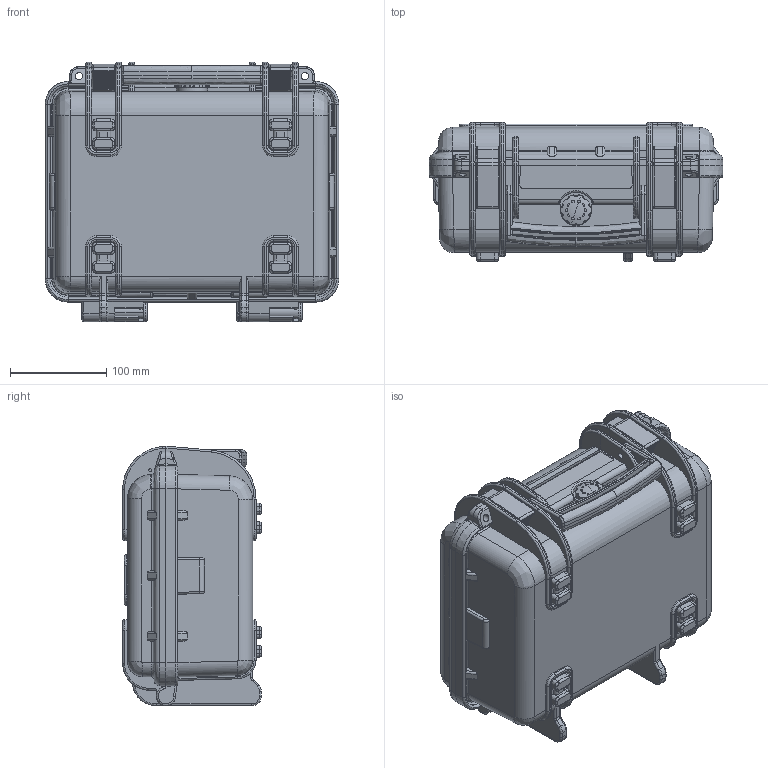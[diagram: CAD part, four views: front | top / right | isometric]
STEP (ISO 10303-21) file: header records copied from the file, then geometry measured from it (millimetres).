
FILE_DESCRIPTION (( 'STEP AP203' ), '1' );
FILE_NAME ('ZG-1108-0301.STEP', '2014-08-05T18:31:52', ( '' ), ( '' ), 'SwSTEP 2.0', 'SolidWorks 2014', '' );
FILE_SCHEMA (( 'CONFIG_CONTROL_DESIGN' ));
Length unit declared in the file: inch
Products named in the file (1): ZG-1108-0301
Bounding box: 305.2 x 144 x 269.7 mm (x, y, z)
Surface area: 625032 mm2 (no closed solid volume)
Topology: 0 solids, 6 shells, 1968 faces, 5336 edges, 3306 vertices
Faces by surface type: cylinder 719, plane 693, bspline 275, cone 149, torus 92, sphere 40
Entity records: 82383 total; most frequent: CARTESIAN_POINT 35009, ORIENTED_EDGE 10226, DIRECTION 9470, EDGE_CURVE 5310, AXIS2_PLACEMENT_3D 3405, VERTEX_POINT 3306, LINE 2660, VECTOR 2660
